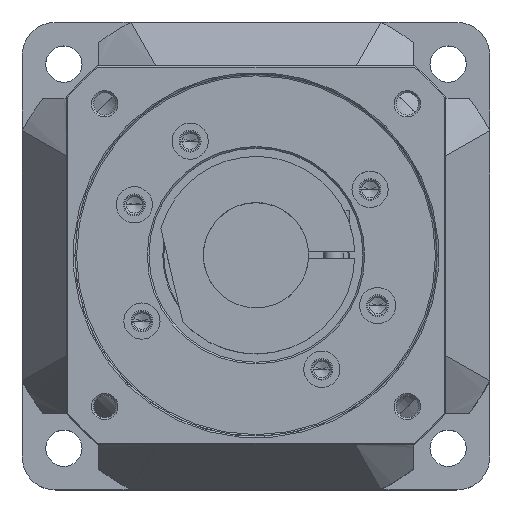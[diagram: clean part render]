
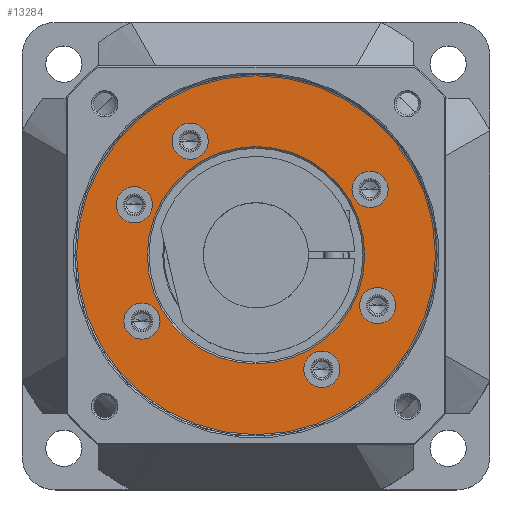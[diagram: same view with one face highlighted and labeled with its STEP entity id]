
A CAD part, top view. The second image highlights one B-rep face of the part: STEP entity #13284.
In plain terms, the highlighted planar face has unit normal (0, 0, 1).
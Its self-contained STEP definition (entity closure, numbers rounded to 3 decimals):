
#11572=CARTESIAN_POINT('',(0.,0.,16.5));
#11573=DIRECTION('',(0.,0.,1.));
#11574=DIRECTION('',(0.,-1.,0.));
#11575=AXIS2_PLACEMENT_3D('',#11572,#11573,#11574);
#11577=CARTESIAN_POINT('',(0.,0.,16.5));
#11578=DIRECTION('',(0.,0.,-1.));
#11579=DIRECTION('',(0.,-1.,0.));
#11580=AXIS2_PLACEMENT_3D('',#11577,#11578,#11579);
#11582=CARTESIAN_POINT('',(34.641,20.,16.5));
#11583=DIRECTION('',(0.,0.,1.));
#11584=DIRECTION('',(-1.,0.,0.));
#11585=AXIS2_PLACEMENT_3D('',#11582,#11583,#11584);
#11587=CARTESIAN_POINT('',(34.641,20.,16.5));
#11588=DIRECTION('',(0.,0.,1.));
#11589=DIRECTION('',(1.,0.,0.));
#11590=AXIS2_PLACEMENT_3D('',#11587,#11588,#11589);
#11592=CARTESIAN_POINT('',(-20.,34.641,16.5));
#11593=DIRECTION('',(0.,0.,1.));
#11594=DIRECTION('',(-1.,0.,0.));
#11595=AXIS2_PLACEMENT_3D('',#11592,#11593,#11594);
#11597=CARTESIAN_POINT('',(-20.,34.641,16.5));
#11598=DIRECTION('',(0.,0.,1.));
#11599=DIRECTION('',(1.,0.,0.));
#11600=AXIS2_PLACEMENT_3D('',#11597,#11598,#11599);
#11602=CARTESIAN_POINT('',(-34.641,-20.,16.5));
#11603=DIRECTION('',(0.,0.,1.));
#11604=DIRECTION('',(-1.,0.,0.));
#11605=AXIS2_PLACEMENT_3D('',#11602,#11603,#11604);
#11607=CARTESIAN_POINT('',(-34.641,-20.,16.5));
#11608=DIRECTION('',(0.,0.,1.));
#11609=DIRECTION('',(1.,0.,0.));
#11610=AXIS2_PLACEMENT_3D('',#11607,#11608,#11609);
#11612=CARTESIAN_POINT('',(20.,-34.641,16.5));
#11613=DIRECTION('',(0.,0.,1.));
#11614=DIRECTION('',(-1.,0.,0.));
#11615=AXIS2_PLACEMENT_3D('',#11612,#11613,#11614);
#11617=CARTESIAN_POINT('',(20.,-34.641,16.5));
#11618=DIRECTION('',(0.,0.,1.));
#11619=DIRECTION('',(1.,0.,0.));
#11620=AXIS2_PLACEMENT_3D('',#11617,#11618,#11619);
#11622=CARTESIAN_POINT('',(-15.307,-36.955,16.5));
#11623=DIRECTION('',(0.,0.,1.));
#11624=DIRECTION('',(-1.,0.,0.));
#11625=AXIS2_PLACEMENT_3D('',#11622,#11623,#11624);
#11627=CARTESIAN_POINT('',(-15.307,-36.955,16.5));
#11628=DIRECTION('',(0.,0.,1.));
#11629=DIRECTION('',(1.,0.,0.));
#11630=AXIS2_PLACEMENT_3D('',#11627,#11628,#11629);
#11632=CARTESIAN_POINT('',(15.307,36.955,16.5));
#11633=DIRECTION('',(0.,0.,1.));
#11634=DIRECTION('',(-1.,0.,0.));
#11635=AXIS2_PLACEMENT_3D('',#11632,#11633,#11634);
#11637=CARTESIAN_POINT('',(15.307,36.955,16.5));
#11638=DIRECTION('',(0.,0.,1.));
#11639=DIRECTION('',(1.,0.,0.));
#11640=AXIS2_PLACEMENT_3D('',#11637,#11638,#11639);
#12272=CARTESIAN_POINT('',(0.,0.,16.5));
#12273=DIRECTION('',(0.,0.,-1.));
#12274=DIRECTION('',(1.,0.,0.));
#12275=AXIS2_PLACEMENT_3D('',#12272,#12273,#12274);
#12290=CARTESIAN_POINT('',(0.,0.,16.5));
#12291=DIRECTION('',(0.,0.,-1.));
#12292=DIRECTION('',(-1.,0.,0.));
#12293=AXIS2_PLACEMENT_3D('',#12290,#12291,#12292);
#12741=CARTESIAN_POINT('',(29.141,20.,16.5));
#12742=CARTESIAN_POINT('',(40.141,20.,16.5));
#12743=VERTEX_POINT('',#12741);
#12744=VERTEX_POINT('',#12742);
#12745=CARTESIAN_POINT('',(-25.5,34.641,16.5));
#12746=CARTESIAN_POINT('',(-14.5,34.641,16.5));
#12747=VERTEX_POINT('',#12745);
#12748=VERTEX_POINT('',#12746);
#12749=CARTESIAN_POINT('',(-40.141,-20.,16.5));
#12750=CARTESIAN_POINT('',(-29.141,-20.,16.5));
#12751=VERTEX_POINT('',#12749);
#12752=VERTEX_POINT('',#12750);
#12753=CARTESIAN_POINT('',(14.5,-34.641,16.5));
#12754=CARTESIAN_POINT('',(25.5,-34.641,16.5));
#12755=VERTEX_POINT('',#12753);
#12756=VERTEX_POINT('',#12754);
#12773=CARTESIAN_POINT('',(0.,-54.5,16.5));
#12774=VERTEX_POINT('',#12773);
#12775=CARTESIAN_POINT('',(0.,54.5,16.5));
#12776=VERTEX_POINT('',#12775);
#12859=CARTESIAN_POINT('',(-20.807,-36.955,16.5));
#12860=CARTESIAN_POINT('',(-9.807,-36.955,16.5));
#12861=VERTEX_POINT('',#12859);
#12862=VERTEX_POINT('',#12860);
#12871=CARTESIAN_POINT('',(9.807,36.955,16.5));
#12872=CARTESIAN_POINT('',(20.807,36.955,16.5));
#12873=VERTEX_POINT('',#12871);
#12874=VERTEX_POINT('',#12872);
#12911=CARTESIAN_POINT('',(-33.,0.,16.5));
#12912=CARTESIAN_POINT('',(33.,0.,16.5));
#12913=VERTEX_POINT('',#12911);
#12914=VERTEX_POINT('',#12912);
#13232=CARTESIAN_POINT('',(0.,0.,16.5));
#13233=DIRECTION('',(0.,0.,-1.));
#13234=DIRECTION('',(0.,-1.,0.));
#13235=AXIS2_PLACEMENT_3D('',#13232,#13233,#13234);
#13236=PLANE('',#13235);
#13238=ORIENTED_EDGE('',*,*,#13237,.F.);
#13240=ORIENTED_EDGE('',*,*,#13239,.T.);
#13241=EDGE_LOOP('',(#13238,#13240));
#13242=FACE_OUTER_BOUND('',#13241,.F.);
#13244=ORIENTED_EDGE('',*,*,#13243,.F.);
#13246=ORIENTED_EDGE('',*,*,#13245,.F.);
#13247=EDGE_LOOP('',(#13244,#13246));
#13248=FACE_BOUND('',#13247,.F.);
#13250=ORIENTED_EDGE('',*,*,#13249,.T.);
#13252=ORIENTED_EDGE('',*,*,#13251,.T.);
#13253=EDGE_LOOP('',(#13250,#13252));
#13254=FACE_BOUND('',#13253,.F.);
#13256=ORIENTED_EDGE('',*,*,#13255,.T.);
#13258=ORIENTED_EDGE('',*,*,#13257,.T.);
#13259=EDGE_LOOP('',(#13256,#13258));
#13260=FACE_BOUND('',#13259,.F.);
#13262=ORIENTED_EDGE('',*,*,#13261,.T.);
#13264=ORIENTED_EDGE('',*,*,#13263,.T.);
#13265=EDGE_LOOP('',(#13262,#13264));
#13266=FACE_BOUND('',#13265,.F.);
#13267=ORIENTED_EDGE('',*,*,#13222,.T.);
#13269=ORIENTED_EDGE('',*,*,#13268,.T.);
#13270=EDGE_LOOP('',(#13267,#13269));
#13271=FACE_BOUND('',#13270,.F.);
#13273=ORIENTED_EDGE('',*,*,#13272,.T.);
#13275=ORIENTED_EDGE('',*,*,#13274,.T.);
#13276=EDGE_LOOP('',(#13273,#13275));
#13277=FACE_BOUND('',#13276,.F.);
#13279=ORIENTED_EDGE('',*,*,#13278,.T.);
#13281=ORIENTED_EDGE('',*,*,#13280,.T.);
#13282=EDGE_LOOP('',(#13279,#13281));
#13283=FACE_BOUND('',#13282,.F.);
#13284=ADVANCED_FACE('',(#13242,#13248,#13254,#13260,#13266,#13271,#13277,
#13283),#13236,.F.);
#11576=CIRCLE('',#11575,54.5);
#11581=CIRCLE('',#11580,54.5);
#11586=CIRCLE('',#11585,5.5);
#11591=CIRCLE('',#11590,5.5);
#11596=CIRCLE('',#11595,5.5);
#11601=CIRCLE('',#11600,5.5);
#11606=CIRCLE('',#11605,5.5);
#11611=CIRCLE('',#11610,5.5);
#11616=CIRCLE('',#11615,5.5);
#11621=CIRCLE('',#11620,5.5);
#11626=CIRCLE('',#11625,5.5);
#11631=CIRCLE('',#11630,5.5);
#11636=CIRCLE('',#11635,5.5);
#11641=CIRCLE('',#11640,5.5);
#12276=CIRCLE('',#12275,33.);
#12294=CIRCLE('',#12293,33.);
#13222=EDGE_CURVE('',#12755,#12756,#11616,.T.);
#13237=EDGE_CURVE('',#12774,#12776,#11576,.T.);
#13239=EDGE_CURVE('',#12774,#12776,#11581,.T.);
#13243=EDGE_CURVE('',#12914,#12913,#12276,.T.);
#13245=EDGE_CURVE('',#12913,#12914,#12294,.T.);
#13249=EDGE_CURVE('',#12743,#12744,#11586,.T.);
#13251=EDGE_CURVE('',#12744,#12743,#11591,.T.);
#13255=EDGE_CURVE('',#12747,#12748,#11596,.T.);
#13257=EDGE_CURVE('',#12748,#12747,#11601,.T.);
#13261=EDGE_CURVE('',#12751,#12752,#11606,.T.);
#13263=EDGE_CURVE('',#12752,#12751,#11611,.T.);
#13268=EDGE_CURVE('',#12756,#12755,#11621,.T.);
#13272=EDGE_CURVE('',#12861,#12862,#11626,.T.);
#13274=EDGE_CURVE('',#12862,#12861,#11631,.T.);
#13278=EDGE_CURVE('',#12873,#12874,#11636,.T.);
#13280=EDGE_CURVE('',#12874,#12873,#11641,.T.);
